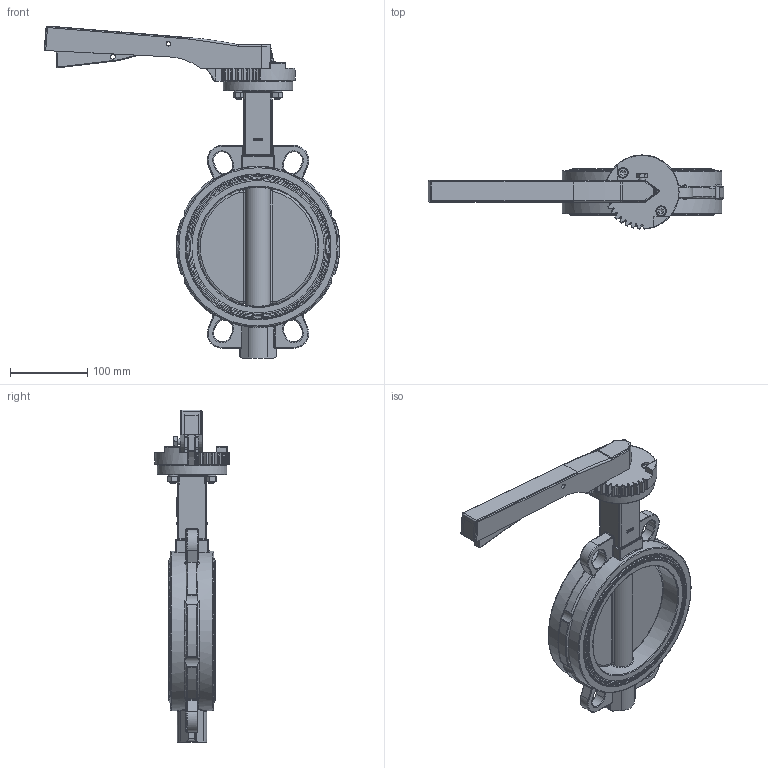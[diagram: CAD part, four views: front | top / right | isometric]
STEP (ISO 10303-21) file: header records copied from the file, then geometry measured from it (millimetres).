
FILE_DESCRIPTION(('HOOPS Exchange Step'),'2;1');
FILE_NAME('AK05_DN150.stp','2025-07-21T08:33:11+02:00',('nieru'),('Unknown organisation'),'HOOPS Exchange 2024.2','HOOPS Exchange','Unknown authorisation');
FILE_SCHEMA( ('AP203_CONFIGURATION_CONTROLLED_3D_DESIGN_OF_MECHANICAL_PARTS_AND_ASSEMBLIES_MIM_LF') );
Length unit declared in the file: millimetre
Products named in the file (2): 0; root
Assembly tree (1 placements, depth 2):
  root
    0
Bounding box: 383.01 x 95.91 x 429.99 mm (x, y, z)
Volume: 1732538.9 mm3; surface area: 264367.8 mm2
Topology: 1 solids, 2 shells, 1391 faces, 3639 edges, 2240 vertices
Faces by surface type: cylinder 529, plane 359, bspline 199, torus 198, sphere 90, cone 16
Full cylindrical faces by diameter (mm): 5 x1, 6 x3, 6.647 x1, 8 x5, 9 x4, 13 x3, 13.5 x2, 20 x1, 33.5 x1, 90 x1, 155.4 x1, 187 x2, 207 x2
Entity records: 113672 total; most frequent: CARTESIAN_POINT 83271, ORIENTED_EDGE 7204, DIRECTION 4430, EDGE_CURVE 3602, VERTEX_POINT 2240, B_SPLINE_CURVE_WITH_KNOTS 1890, AXIS2_PLACEMENT_3D 1600, EDGE_LOOP 1448
